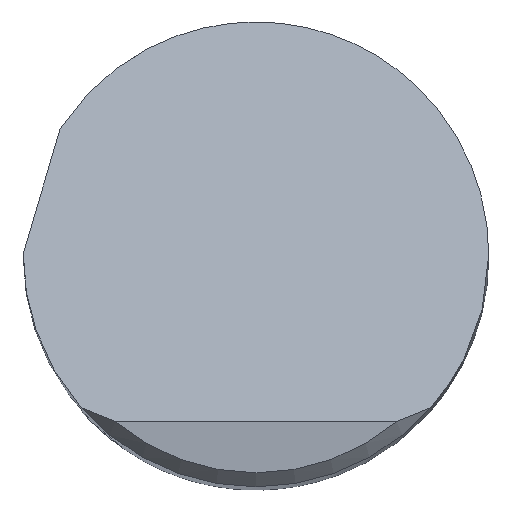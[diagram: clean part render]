
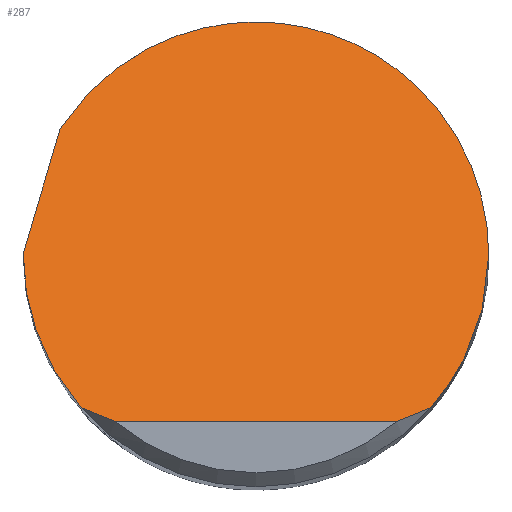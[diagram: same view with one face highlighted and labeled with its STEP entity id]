
A CAD part, top view. The second image highlights one B-rep face of the part: STEP entity #287.
In plain terms, the highlighted planar face has unit normal (0, 0.707, 0.707).
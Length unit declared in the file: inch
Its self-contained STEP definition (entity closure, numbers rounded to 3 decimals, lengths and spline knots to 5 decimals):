
#2 = CARTESIAN_POINT ( 'NONE',  ( -0.18782, -0.165, 2.485 ) ) ;
#16 = EDGE_CURVE ( 'NONE', #209, #541, #329, .T. ) ;
#23 = EDGE_CURVE ( 'NONE', #73, #500, #111, .T. ) ;
#31 = ORIENTED_EDGE ( 'NONE', *, *, #48, .T. ) ;
#32 = CARTESIAN_POINT ( 'NONE',  ( -0.17589, -0.1704, 2.4904 ) ) ;
#36 = CARTESIAN_POINT ( 'NONE',  ( 0.25, 0., 2.32 ) ) ;
#38 = ORIENTED_EDGE ( 'NONE', *, *, #840, .T. ) ;
#45 = DIRECTION ( 'NONE',  ( 1., 0., 0. ) ) ;
#48 = EDGE_CURVE ( 'NONE', #202, #622, #839, .T. ) ;
#55 = CARTESIAN_POINT ( 'NONE',  ( -0.21026, 0.13524, 2.18476 ) ) ;
#73 = VERTEX_POINT ( 'NONE', #114 ) ;
#80 = PLANE ( 'NONE',  #123 ) ;
#96 = CARTESIAN_POINT ( 'NONE',  ( -0.30133, -0.1724, 2.4924 ) ) ;
#111 =( BOUNDED_CURVE ( )  B_SPLINE_CURVE ( 3, ( #55, #586, #825, #259 ),
 .UNSPECIFIED., .F., .T. ) 
 B_SPLINE_CURVE_WITH_KNOTS ( ( 4, 4 ),
 ( 5.28398, 7.85398 ),
 .UNSPECIFIED. ) 
 CURVE ( )  GEOMETRIC_REPRESENTATION_ITEM ( )  RATIONAL_B_SPLINE_CURVE ( ( 1., 0.521, 0.521, 1. ) ) 
 REPRESENTATION_ITEM ( '' )  );
#114 = CARTESIAN_POINT ( 'NONE',  ( -0.21026, 0.13524, 2.18476 ) ) ;
#123 = AXIS2_PLACEMENT_3D ( 'NONE', #734, #589, #141 ) ;
#131 = CARTESIAN_POINT ( 'NONE',  ( -0.15108, -0.18, 2.5 ) ) ;
#141 = DIRECTION ( 'NONE',  ( 0., 0.707, -0.707 ) ) ;
#195 = CARTESIAN_POINT ( 'NONE',  ( -0.25, 0.00067, 2.31933 ) ) ;
#202 = VERTEX_POINT ( 'NONE', #131 ) ;
#207 = CARTESIAN_POINT ( 'NONE',  ( 0.18782, -0.165, 2.485 ) ) ;
#209 = VERTEX_POINT ( 'NONE', #2 ) ;
#239 = VERTEX_POINT ( 'NONE', #207 ) ;
#240 =( BOUNDED_CURVE ( )  B_SPLINE_CURVE ( 3, ( #36, #703, #393, #450 ),
 .UNSPECIFIED., .F., .F. ) 
 B_SPLINE_CURVE_WITH_KNOTS ( ( 4, 4 ),
 ( 1.5708, 2.29162 ),
 .UNSPECIFIED. ) 
 CURVE ( )  GEOMETRIC_REPRESENTATION_ITEM ( )  RATIONAL_B_SPLINE_CURVE ( ( 1., 0.957, 0.957, 1. ) ) 
 REPRESENTATION_ITEM ( '' )  );
#244 = CARTESIAN_POINT ( 'NONE',  ( -0.25, 0., 2.32 ) ) ;
#247 = CARTESIAN_POINT ( 'NONE',  ( -0.18782, -0.165, 2.485 ) ) ;
#256 = CARTESIAN_POINT ( 'NONE',  ( -0.15108, -0.18, 2.5 ) ) ;
#259 = CARTESIAN_POINT ( 'NONE',  ( 0.25, 0., 2.32 ) ) ;
#260 = EDGE_LOOP ( 'NONE', ( #31, #715, #310, #774, #757, #845, #688, #38 ) ) ;
#262 = VECTOR ( 'NONE', #45, 39.37008 ) ;
#271 = LINE ( 'NONE', #96, #741 ) ;
#285 = EDGE_CURVE ( 'NONE', #622, #239, #353, .T. ) ;
#287 = ADVANCED_FACE ( 'NONE', ( #654 ), #80, .F. ) ;
#296 = EDGE_CURVE ( 'NONE', #583, #73, #271, .T. ) ;
#310 = ORIENTED_EDGE ( 'NONE', *, *, #387, .F. ) ;
#329 =( BOUNDED_CURVE ( )  B_SPLINE_CURVE ( 3, ( #552, #495, #624, #244 ),
 .UNSPECIFIED., .F., .T. ) 
 B_SPLINE_CURVE_WITH_KNOTS ( ( 4, 4 ),
 ( 3.99157, 4.71239 ),
 .UNSPECIFIED. ) 
 CURVE ( )  GEOMETRIC_REPRESENTATION_ITEM ( )  RATIONAL_B_SPLINE_CURVE ( ( 1., 0.957, 0.957, 1. ) ) 
 REPRESENTATION_ITEM ( '' )  );
#337 = CARTESIAN_POINT ( 'NONE',  ( 0.16367, -0.17542, 2.49542 ) ) ;
#339 = CARTESIAN_POINT ( 'NONE',  ( 0.15108, -0.18, 2.5 ) ) ;
#353 = B_SPLINE_CURVE_WITH_KNOTS ( 'NONE', 3,
 ( #731, #337, #407, #592 ),
 .UNSPECIFIED., .F., .F.,
 ( 4, 4 ),
 ( 0., 0.00108 ),
 .UNSPECIFIED. ) ;
#387 = EDGE_CURVE ( 'NONE', #500, #239, #240, .T. ) ;
#393 = CARTESIAN_POINT ( 'NONE',  ( 0.22834, -0.11887, 2.43887 ) ) ;
#407 = CARTESIAN_POINT ( 'NONE',  ( 0.17589, -0.1704, 2.4904 ) ) ;
#409 = CARTESIAN_POINT ( 'NONE',  ( -0.25, 0.001, 2.319 ) ) ;
#435 =( BOUNDED_CURVE ( )  B_SPLINE_CURVE ( 3, ( #520, #769, #195, #460 ),
 .UNSPECIFIED., .F., .F. ) 
 B_SPLINE_CURVE_WITH_KNOTS ( ( 4, 4 ),
 ( 4.71239, 4.71639 ),
 .UNSPECIFIED. ) 
 CURVE ( )  GEOMETRIC_REPRESENTATION_ITEM ( )  RATIONAL_B_SPLINE_CURVE ( ( 1., 1., 1., 1. ) ) 
 REPRESENTATION_ITEM ( '' )  );
#442 = CARTESIAN_POINT ( 'NONE',  ( 0., -0.18, 2.5 ) ) ;
#450 = CARTESIAN_POINT ( 'NONE',  ( 0.18782, -0.165, 2.485 ) ) ;
#452 = B_SPLINE_CURVE_WITH_KNOTS ( 'NONE', 3,
 ( #247, #32, #454, #256 ),
 .UNSPECIFIED., .F., .F.,
 ( 4, 4 ),
 ( 0., 0.00108 ),
 .UNSPECIFIED. ) ;
#454 = CARTESIAN_POINT ( 'NONE',  ( -0.16367, -0.17542, 2.49542 ) ) ;
#460 = CARTESIAN_POINT ( 'NONE',  ( -0.25, 0.001, 2.319 ) ) ;
#495 = CARTESIAN_POINT ( 'NONE',  ( -0.22834, -0.11887, 2.43887 ) ) ;
#500 = VERTEX_POINT ( 'NONE', #565 ) ;
#516 = EDGE_CURVE ( 'NONE', #541, #583, #435, .T. ) ;
#520 = CARTESIAN_POINT ( 'NONE',  ( -0.25, 0., 2.32 ) ) ;
#530 = CARTESIAN_POINT ( 'NONE',  ( -0.25, 0., 2.32 ) ) ;
#541 = VERTEX_POINT ( 'NONE', #530 ) ;
#551 = DIRECTION ( 'NONE',  ( 0.205, 0.692, -0.692 ) ) ;
#552 = CARTESIAN_POINT ( 'NONE',  ( -0.18782, -0.165, 2.485 ) ) ;
#565 = CARTESIAN_POINT ( 'NONE',  ( 0.25, 0., 2.32 ) ) ;
#583 = VERTEX_POINT ( 'NONE', #409 ) ;
#586 = CARTESIAN_POINT ( 'NONE',  ( -0.04431, 0.39324, 1.92676 ) ) ;
#589 = DIRECTION ( 'NONE',  ( 0., -0.707, -0.707 ) ) ;
#592 = CARTESIAN_POINT ( 'NONE',  ( 0.18782, -0.165, 2.485 ) ) ;
#622 = VERTEX_POINT ( 'NONE', #339 ) ;
#624 = CARTESIAN_POINT ( 'NONE',  ( -0.25, -0.06141, 2.38141 ) ) ;
#654 = FACE_OUTER_BOUND ( 'NONE', #260, .T. ) ;
#688 = ORIENTED_EDGE ( 'NONE', *, *, #16, .F. ) ;
#703 = CARTESIAN_POINT ( 'NONE',  ( 0.25, -0.06141, 2.38141 ) ) ;
#715 = ORIENTED_EDGE ( 'NONE', *, *, #285, .T. ) ;
#731 = CARTESIAN_POINT ( 'NONE',  ( 0.15108, -0.18, 2.5 ) ) ;
#734 = CARTESIAN_POINT ( 'NONE',  ( -0.25, -0.18, 2.5 ) ) ;
#741 = VECTOR ( 'NONE', #551, 39.37008 ) ;
#757 = ORIENTED_EDGE ( 'NONE', *, *, #296, .F. ) ;
#769 = CARTESIAN_POINT ( 'NONE',  ( -0.25, 0.00033, 2.31967 ) ) ;
#774 = ORIENTED_EDGE ( 'NONE', *, *, #23, .F. ) ;
#825 = CARTESIAN_POINT ( 'NONE',  ( 0.25, 0.30676, 2.01324 ) ) ;
#839 = LINE ( 'NONE', #442, #262 ) ;
#840 = EDGE_CURVE ( 'NONE', #209, #202, #452, .T. ) ;
#845 = ORIENTED_EDGE ( 'NONE', *, *, #516, .F. ) ;
